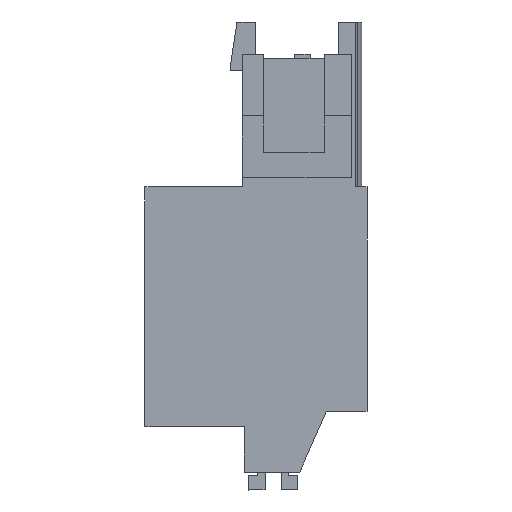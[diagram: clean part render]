
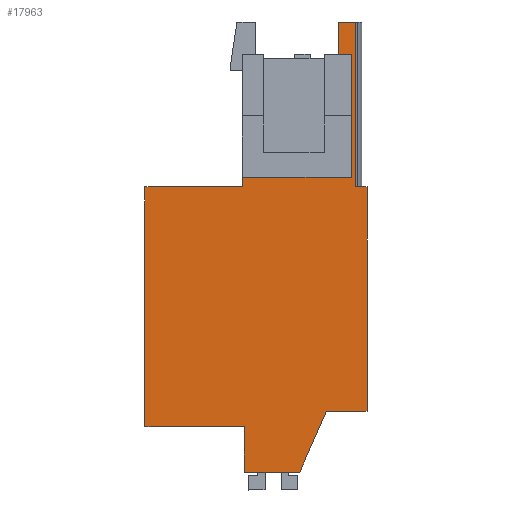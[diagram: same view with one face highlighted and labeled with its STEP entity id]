
A CAD part, left-side view. The second image highlights one B-rep face of the part: STEP entity #17963.
In plain terms, the highlighted planar face has unit normal (-1, 0, 0).
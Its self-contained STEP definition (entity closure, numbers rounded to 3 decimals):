
#17907=AXIS2_PLACEMENT_3D('Plane Axis2P3D',#17904,#17905,#17906) ;
#129=CARTESIAN_POINT('Vertex',(0.975,7.85,4.043)) ;
#351=CARTESIAN_POINT('Vertex',(0.975,7.85,1.143)) ;
#354=CARTESIAN_POINT('Line Origine',(0.975,7.85,2.593)) ;
#483=CARTESIAN_POINT('Vertex',(0.975,0.,5.043)) ;
#486=CARTESIAN_POINT('Line Origine',(0.975,1.3,5.043)) ;
#490=CARTESIAN_POINT('Vertex',(0.975,2.6,5.043)) ;
#1264=CARTESIAN_POINT('Vertex',(0.975,14.2,4.043)) ;
#1272=CARTESIAN_POINT('Line Origine',(0.975,11.025,4.043)) ;
#2215=CARTESIAN_POINT('Vertex',(0.975,0.,19.383)) ;
#2218=CARTESIAN_POINT('Line Origine',(0.975,0.,12.213)) ;
#2964=CARTESIAN_POINT('Vertex',(0.975,14.2,19.383)) ;
#2967=CARTESIAN_POINT('Line Origine',(0.975,14.2,11.713)) ;
#3849=CARTESIAN_POINT('Vertex',(0.975,7.968,19.383)) ;
#3852=CARTESIAN_POINT('Line Origine',(0.975,11.084,19.383)) ;
#3953=CARTESIAN_POINT('Line Origine',(0.975,7.968,19.96)) ;
#3957=CARTESIAN_POINT('Vertex',(0.975,7.968,20.538)) ;
#4508=CARTESIAN_POINT('Vertex',(0.975,1.848,29.933)) ;
#4511=CARTESIAN_POINT('Line Origine',(0.975,1.285,29.933)) ;
#4515=CARTESIAN_POINT('Vertex',(0.975,0.723,29.933)) ;
#5012=CARTESIAN_POINT('Vertex',(0.975,0.723,19.383)) ;
#5015=CARTESIAN_POINT('Line Origine',(0.975,0.361,19.383)) ;
#17878=CARTESIAN_POINT('Line Origine',(0.975,3.45,3.093)) ;
#17882=CARTESIAN_POINT('Vertex',(0.975,4.3,1.143)) ;
#17904=CARTESIAN_POINT('Axis2P3D Location',(0.975,6.8,19.383)) ;
#17909=CARTESIAN_POINT('Line Origine',(0.975,0.723,24.658)) ;
#17914=CARTESIAN_POINT('Line Origine',(0.975,1.848,28.63)) ;
#17918=CARTESIAN_POINT('Vertex',(0.975,1.848,27.328)) ;
#17921=CARTESIAN_POINT('Line Origine',(0.975,1.423,27.328)) ;
#17925=CARTESIAN_POINT('Vertex',(0.975,0.998,27.328)) ;
#17928=CARTESIAN_POINT('Line Origine',(0.975,0.998,23.933)) ;
#17932=CARTESIAN_POINT('Vertex',(0.975,0.998,20.538)) ;
#17935=CARTESIAN_POINT('Line Origine',(0.975,4.483,20.538)) ;
#17940=CARTESIAN_POINT('Line Origine',(0.975,6.075,1.143)) ;
#355=DIRECTION('Vector Direction',(0.,0.,-1.)) ;
#487=DIRECTION('Vector Direction',(0.,-1.,0.)) ;
#1273=DIRECTION('Vector Direction',(0.,-1.,0.)) ;
#2219=DIRECTION('Vector Direction',(0.,0.,1.)) ;
#2968=DIRECTION('Vector Direction',(0.,0.,-1.)) ;
#3853=DIRECTION('Vector Direction',(0.,1.,0.)) ;
#3954=DIRECTION('Vector Direction',(0.,0.,-1.)) ;
#4512=DIRECTION('Vector Direction',(0.,1.,0.)) ;
#5016=DIRECTION('Vector Direction',(0.,1.,0.)) ;
#17879=DIRECTION('Vector Direction',(0.,-0.4,0.917)) ;
#17905=DIRECTION('Axis2P3D Direction',(-1.,0.,0.)) ;
#17906=DIRECTION('Axis2P3D XDirection',(0.,1.,0.)) ;
#17910=DIRECTION('Vector Direction',(0.,0.,-1.)) ;
#17915=DIRECTION('Vector Direction',(0.,0.,1.)) ;
#17922=DIRECTION('Vector Direction',(0.,-1.,0.)) ;
#17929=DIRECTION('Vector Direction',(0.,0.,1.)) ;
#17936=DIRECTION('Vector Direction',(0.,1.,0.)) ;
#17941=DIRECTION('Vector Direction',(0.,-1.,0.)) ;
#356=VECTOR('Line Direction',#355,1.) ;
#488=VECTOR('Line Direction',#487,1.) ;
#1274=VECTOR('Line Direction',#1273,1.) ;
#2220=VECTOR('Line Direction',#2219,1.) ;
#2969=VECTOR('Line Direction',#2968,1.) ;
#3854=VECTOR('Line Direction',#3853,1.) ;
#3955=VECTOR('Line Direction',#3954,1.) ;
#4513=VECTOR('Line Direction',#4512,1.) ;
#5017=VECTOR('Line Direction',#5016,1.) ;
#17880=VECTOR('Line Direction',#17879,1.) ;
#17911=VECTOR('Line Direction',#17910,1.) ;
#17916=VECTOR('Line Direction',#17915,1.) ;
#17923=VECTOR('Line Direction',#17922,1.) ;
#17930=VECTOR('Line Direction',#17929,1.) ;
#17937=VECTOR('Line Direction',#17936,1.) ;
#17942=VECTOR('Line Direction',#17941,1.) ;
#17946=ORIENTED_EDGE('',*,*,#5019,.T.) ;
#17947=ORIENTED_EDGE('',*,*,#17913,.F.) ;
#17948=ORIENTED_EDGE('',*,*,#4517,.T.) ;
#17949=ORIENTED_EDGE('',*,*,#17920,.T.) ;
#17950=ORIENTED_EDGE('',*,*,#17927,.T.) ;
#17951=ORIENTED_EDGE('',*,*,#17934,.T.) ;
#17952=ORIENTED_EDGE('',*,*,#17939,.T.) ;
#17953=ORIENTED_EDGE('',*,*,#3959,.F.) ;
#17954=ORIENTED_EDGE('',*,*,#3856,.T.) ;
#17955=ORIENTED_EDGE('',*,*,#2971,.T.) ;
#17956=ORIENTED_EDGE('',*,*,#1276,.T.) ;
#17957=ORIENTED_EDGE('',*,*,#358,.T.) ;
#17958=ORIENTED_EDGE('',*,*,#17944,.T.) ;
#17959=ORIENTED_EDGE('',*,*,#17884,.T.) ;
#17960=ORIENTED_EDGE('',*,*,#492,.T.) ;
#17961=ORIENTED_EDGE('',*,*,#2222,.T.) ;
#17963=ADVANCED_FACE('HOUSING',(#17962),#17908,.T.) ;
#358=EDGE_CURVE('',#130,#352,#357,.T.) ;
#492=EDGE_CURVE('',#491,#484,#489,.T.) ;
#1276=EDGE_CURVE('',#1265,#130,#1275,.T.) ;
#2222=EDGE_CURVE('',#484,#2216,#2221,.T.) ;
#2971=EDGE_CURVE('',#2965,#1265,#2970,.T.) ;
#3856=EDGE_CURVE('',#3850,#2965,#3855,.T.) ;
#3959=EDGE_CURVE('',#3850,#3958,#3956,.F.) ;
#4517=EDGE_CURVE('',#4516,#4509,#4514,.T.) ;
#5019=EDGE_CURVE('',#2216,#5013,#5018,.T.) ;
#17884=EDGE_CURVE('',#17883,#491,#17881,.T.) ;
#17913=EDGE_CURVE('',#4516,#5013,#17912,.T.) ;
#17920=EDGE_CURVE('',#4509,#17919,#17917,.F.) ;
#17927=EDGE_CURVE('',#17919,#17926,#17924,.T.) ;
#17934=EDGE_CURVE('',#17926,#17933,#17931,.F.) ;
#17939=EDGE_CURVE('',#17933,#3958,#17938,.T.) ;
#17944=EDGE_CURVE('',#352,#17883,#17943,.T.) ;
#17945=EDGE_LOOP('',(#17946,#17947,#17948,#17949,#17950,#17951,#17952,#17953,#17954,#17955,#17956,#17957,#17958,#17959,#17960,#17961)) ;
#17962=FACE_OUTER_BOUND('',#17945,.T.) ;
#357=LINE('Line',#354,#356) ;
#489=LINE('Line',#486,#488) ;
#1275=LINE('Line',#1272,#1274) ;
#2221=LINE('Line',#2218,#2220) ;
#2970=LINE('Line',#2967,#2969) ;
#3855=LINE('Line',#3852,#3854) ;
#3956=LINE('Line',#3953,#3955) ;
#4514=LINE('Line',#4511,#4513) ;
#5018=LINE('Line',#5015,#5017) ;
#17881=LINE('Line',#17878,#17880) ;
#17912=LINE('Line',#17909,#17911) ;
#17917=LINE('Line',#17914,#17916) ;
#17924=LINE('Line',#17921,#17923) ;
#17931=LINE('Line',#17928,#17930) ;
#17938=LINE('Line',#17935,#17937) ;
#17943=LINE('Line',#17940,#17942) ;
#17908=PLANE('',#17907) ;
#130=VERTEX_POINT('',#129) ;
#352=VERTEX_POINT('',#351) ;
#484=VERTEX_POINT('',#483) ;
#491=VERTEX_POINT('',#490) ;
#1265=VERTEX_POINT('',#1264) ;
#2216=VERTEX_POINT('',#2215) ;
#2965=VERTEX_POINT('',#2964) ;
#3850=VERTEX_POINT('',#3849) ;
#3958=VERTEX_POINT('',#3957) ;
#4509=VERTEX_POINT('',#4508) ;
#4516=VERTEX_POINT('',#4515) ;
#5013=VERTEX_POINT('',#5012) ;
#17883=VERTEX_POINT('',#17882) ;
#17919=VERTEX_POINT('',#17918) ;
#17926=VERTEX_POINT('',#17925) ;
#17933=VERTEX_POINT('',#17932) ;
